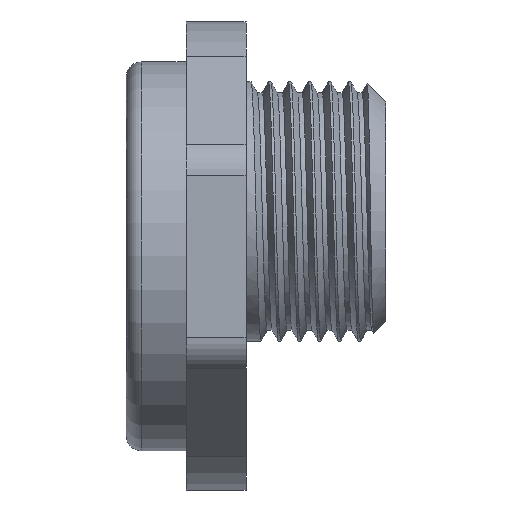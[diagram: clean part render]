
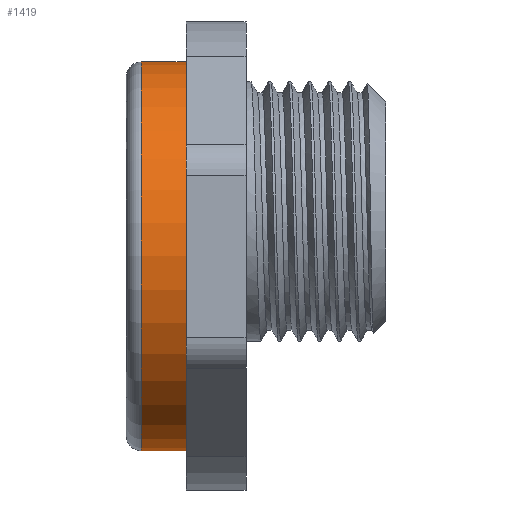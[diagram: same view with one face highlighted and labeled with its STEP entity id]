
A CAD part, left-side view. The second image highlights one B-rep face of the part: STEP entity #1419.
In plain terms, the highlighted cylindrical face has radius 19.5 mm (diameter 39 mm), a partial arc.
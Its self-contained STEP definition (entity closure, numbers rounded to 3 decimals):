
#149 = CARTESIAN_POINT ( 'NONE',  ( 0., 6., 19.5 ) ) ;
#212 = CARTESIAN_POINT ( 'NONE',  ( 0., 0., 19.5 ) ) ;
#270 = VERTEX_POINT ( 'NONE', #891 ) ;
#278 = CARTESIAN_POINT ( 'NONE',  ( 0., 4.5, -19.5 ) ) ;
#335 = CARTESIAN_POINT ( 'NONE',  ( 0., 0., -19.5 ) ) ;
#366 = ORIENTED_EDGE ( 'NONE', *, *, #1517, .T. ) ;
#500 = DIRECTION ( 'NONE',  ( 0., 0., -1. ) ) ;
#506 = LINE ( 'NONE', #701, #1295 ) ;
#701 = CARTESIAN_POINT ( 'NONE',  ( 0., 6., -19.5 ) ) ;
#741 = CIRCLE ( 'NONE', #2435, 19.5 ) ;
#839 = AXIS2_PLACEMENT_3D ( 'NONE', #2609, #1247, #500 ) ;
#883 = AXIS2_PLACEMENT_3D ( 'NONE', #2015, #2432, #1558 ) ;
#891 = CARTESIAN_POINT ( 'NONE',  ( 0., 4.5, 19.5 ) ) ;
#900 = ORIENTED_EDGE ( 'NONE', *, *, #1688, .F. ) ;
#1151 = CARTESIAN_POINT ( 'NONE',  ( 0., 4.5, 0. ) ) ;
#1247 = DIRECTION ( 'NONE',  ( 0., -1., 0. ) ) ;
#1295 = VECTOR ( 'NONE', #1823, 1000. ) ;
#1410 = ORIENTED_EDGE ( 'NONE', *, *, #2408, .T. ) ;
#1415 = DIRECTION ( 'NONE',  ( 0., 0., 1. ) ) ;
#1419 = ADVANCED_FACE ( 'NONE', ( #2141 ), #1464, .T. ) ;
#1443 = VERTEX_POINT ( 'NONE', #335 ) ;
#1464 = CYLINDRICAL_SURFACE ( 'NONE', #839, 19.5 ) ;
#1517 = EDGE_CURVE ( 'NONE', #270, #2080, #741, .T. ) ;
#1558 = DIRECTION ( 'NONE',  ( 0., 0., 1. ) ) ;
#1688 = EDGE_CURVE ( 'NONE', #270, #1907, #2725, .T. ) ;
#1689 = EDGE_LOOP ( 'NONE', ( #900, #366, #1939, #1410 ) ) ;
#1823 = DIRECTION ( 'NONE',  ( 0., -1., 0. ) ) ;
#1883 = VECTOR ( 'NONE', #2302, 1000. ) ;
#1888 = EDGE_CURVE ( 'NONE', #2080, #1443, #506, .T. ) ;
#1907 = VERTEX_POINT ( 'NONE', #212 ) ;
#1939 = ORIENTED_EDGE ( 'NONE', *, *, #1888, .T. ) ;
#2015 = CARTESIAN_POINT ( 'NONE',  ( 0., 0., 0. ) ) ;
#2080 = VERTEX_POINT ( 'NONE', #278 ) ;
#2141 = FACE_OUTER_BOUND ( 'NONE', #1689, .T. ) ;
#2302 = DIRECTION ( 'NONE',  ( 0., -1., 0. ) ) ;
#2408 = EDGE_CURVE ( 'NONE', #1443, #1907, #2615, .T. ) ;
#2432 = DIRECTION ( 'NONE',  ( 0., 1., 0. ) ) ;
#2435 = AXIS2_PLACEMENT_3D ( 'NONE', #1151, #2773, #1415 ) ;
#2609 = CARTESIAN_POINT ( 'NONE',  ( 0., 6., 0. ) ) ;
#2615 = CIRCLE ( 'NONE', #883, 19.5 ) ;
#2725 = LINE ( 'NONE', #149, #1883 ) ;
#2773 = DIRECTION ( 'NONE',  ( 0., -1., 0. ) ) ;
